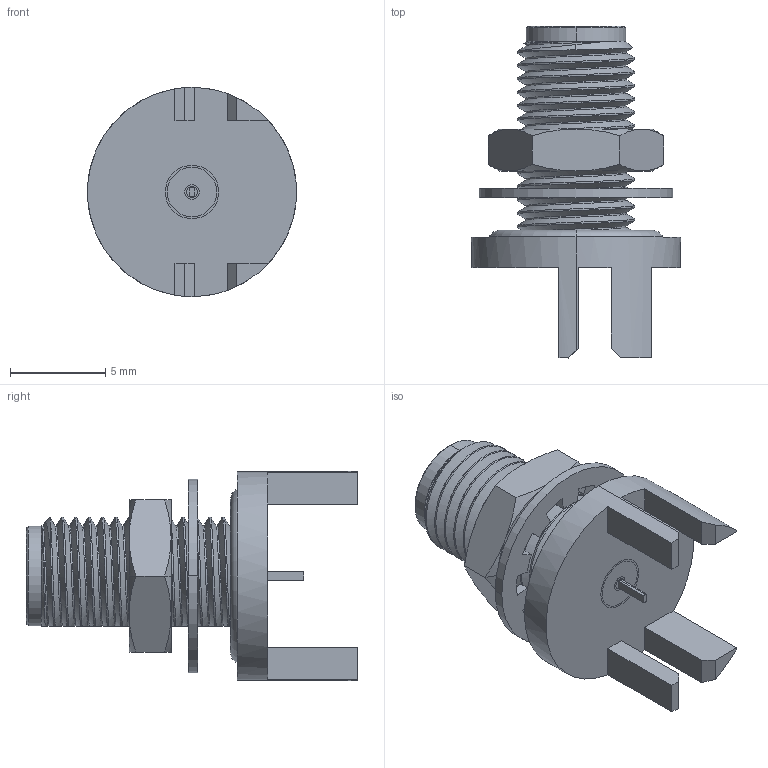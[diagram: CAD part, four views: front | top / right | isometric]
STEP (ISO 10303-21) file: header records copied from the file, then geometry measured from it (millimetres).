
FILE_DESCRIPTION (( 'STEP AP214' ), '1' );
FILE_NAME ('FMCN5369_3D.step', '2025-04-17T23:22:55', ( '' ), ( '' ), 'SwSTEP 2.0', 'SolidWorks 2022', '' );
FILE_SCHEMA (( 'AUTOMOTIVE_DESIGN' ));
Length unit declared in the file: inch
Products named in the file (5): Body^FMCN5369; Washer^FMCN5369; FMCN5369_3D; O-Ring^FMCN5369; Hex Nut^FMCN5369
Assembly tree (4 placements, depth 2):
  FMCN5369_3D
    Body^FMCN5369
    O-Ring^FMCN5369
    Washer^FMCN5369
    Hex Nut^FMCN5369
Bounding box: 11 x 17.45 x 11 mm (x, y, z)
Volume: 518.8 mm3; surface area: 1090.4 mm2
Topology: 4 solids, 4 shells, 170 faces, 442 edges, 288 vertices
Faces by surface type: plane 79, cylinder 55, sphere 16, cone 13, torus 4, bspline 3
Entity records: 9417 total; most frequent: CARTESIAN_POINT 5053, ORIENTED_EDGE 884, DIRECTION 873, EDGE_CURVE 442, AXIS2_PLACEMENT_3D 336, VERTEX_POINT 288, VECTOR 201, LINE 201
